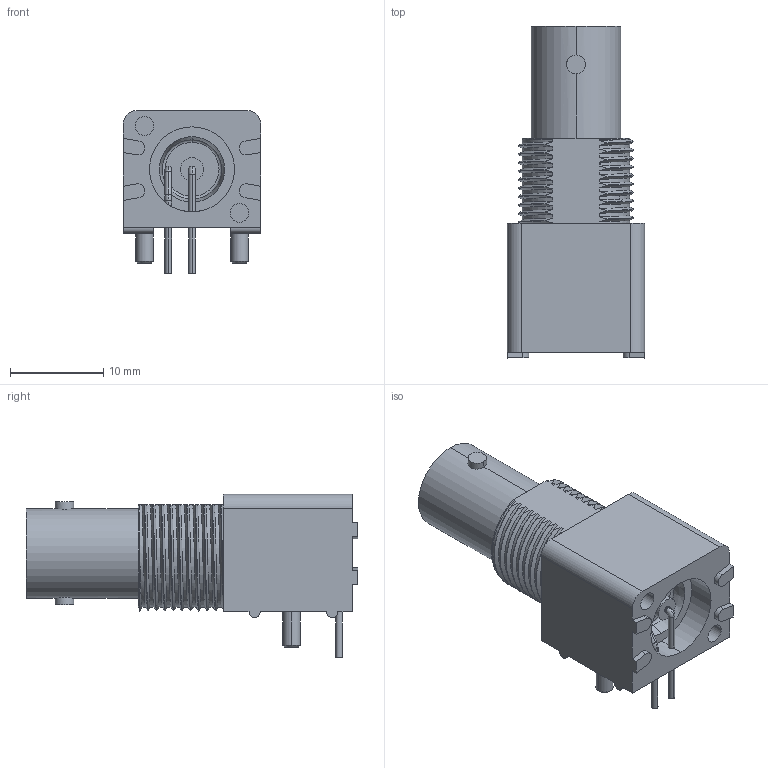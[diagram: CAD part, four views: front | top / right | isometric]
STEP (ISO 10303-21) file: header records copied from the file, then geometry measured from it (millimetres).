
FILE_DESCRIPTION(('FreeCAD Model'),'2;1');
FILE_NAME('te-BNC-1337542-0.step','2016-10-28T14:04:03',( 'Author'),(''),'Open CASCADE STEP processor 6.8','FreeCAD','Unknown' );
FILE_SCHEMA(('AUTOMOTIVE_DESIGN_CC2 { 1 2 10303 214 -1 1 5 4 }'));
Length unit declared in the file: millimetre
Products named in the file (2): ASSEMBLY; te-BNC-1337542-0
Assembly tree (1 placements, depth 2):
  ASSEMBLY
    te-BNC-1337542-0
Bounding box: 14.7 x 35.5 x 17.46 mm (x, y, z)
Volume: 3772.6 mm3; surface area: 2540.1 mm2
Topology: 1 solids, 1 shells, 162 faces, 406 edges, 258 vertices
Faces by surface type: cylinder 60, plane 40, bspline 40, cone 14, torus 8
Entity records: 41891 total; most frequent: CARTESIAN_POINT 34968, DIRECTION 883, ORIENTED_EDGE 812, PCURVE 812, DEFINITIONAL_REPRESENTATION 812, B_SPLINE_CURVE_WITH_KNOTS 665, EDGE_CURVE 406, SURFACE_CURVE 406
